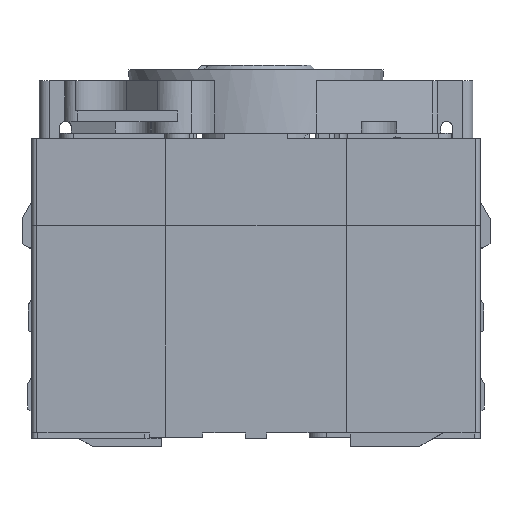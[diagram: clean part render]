
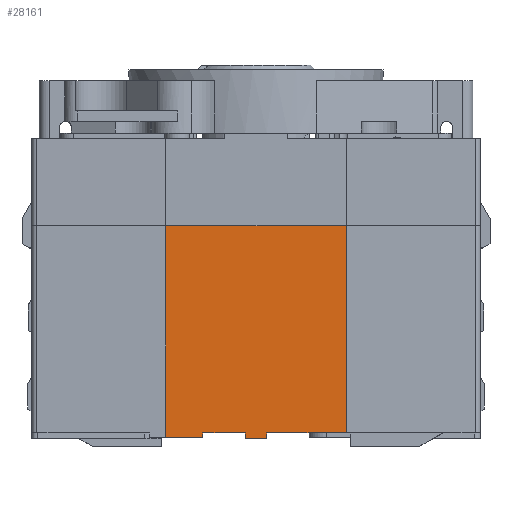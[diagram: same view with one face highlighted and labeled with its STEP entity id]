
A CAD part, front view. The second image highlights one B-rep face of the part: STEP entity #28161.
In plain terms, the highlighted planar face has unit normal (0, -1, 0).
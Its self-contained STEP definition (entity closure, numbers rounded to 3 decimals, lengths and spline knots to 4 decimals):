
#3302=FACE_OUTER_BOUND($,#4881,.T.);
#4881=EDGE_LOOP($,(#25481,#25482,#25483,#25484,#25485,#25486,#25487,#25488,
#25489,#25490));
#6748=LINE($,#47064,#9594);
#7164=LINE($,#52753,#10010);
#7623=LINE($,#58496,#10469);
#7672=LINE($,#58651,#10518);
#7702=LINE($,#58729,#10548);
#7733=LINE($,#58815,#10579);
#7747=LINE($,#58860,#10593);
#7752=LINE($,#58871,#10598);
#7759=LINE($,#58894,#10605);
#7760=LINE($,#58895,#10606);
#9594=VECTOR($,#34903,1.7);
#10010=VECTOR($,#35995,0.75);
#10469=VECTOR($,#37312,1.99);
#10518=VECTOR($,#37523,0.35);
#10548=VECTOR($,#37595,0.4);
#10579=VECTOR($,#37694,0.04);
#10593=VECTOR($,#37750,0.05);
#10598=VECTOR($,#37761,0.05);
#10605=VECTOR($,#37796,0.2);
#10606=VECTOR($,#37797,1.95);
#12369=VERTEX_POINT($,#47061);
#12370=VERTEX_POINT($,#47063);
#12782=VERTEX_POINT($,#52750);
#12783=VERTEX_POINT($,#52752);
#13218=VERTEX_POINT($,#58494);
#13243=VERTEX_POINT($,#58650);
#13263=VERTEX_POINT($,#58713);
#13270=VERTEX_POINT($,#58727);
#13301=VERTEX_POINT($,#58859);
#13304=VERTEX_POINT($,#58869);
#15844=EDGE_CURVE($,#12370,#12369,#6748,.T.);
#16489=EDGE_CURVE($,#12783,#12782,#7164,.T.);
#17219=EDGE_CURVE($,#13218,#12369,#7623,.T.);
#17285=EDGE_CURVE($,#13218,#13243,#7672,.T.);
#17325=EDGE_CURVE($,#13263,#13270,#7702,.T.);
#17368=EDGE_CURVE($,#13263,#13243,#7733,.T.);
#17389=EDGE_CURVE($,#13301,#12783,#7747,.T.);
#17395=EDGE_CURVE($,#13270,#13304,#7752,.T.);
#17406=EDGE_CURVE($,#13304,#13301,#7759,.T.);
#17407=EDGE_CURVE($,#12782,#12370,#7760,.T.);
#25481=ORIENTED_EDGE($,*,*,#17325,.T.);
#25482=ORIENTED_EDGE($,*,*,#17395,.T.);
#25483=ORIENTED_EDGE($,*,*,#17406,.T.);
#25484=ORIENTED_EDGE($,*,*,#17389,.T.);
#25485=ORIENTED_EDGE($,*,*,#16489,.T.);
#25486=ORIENTED_EDGE($,*,*,#17407,.T.);
#25487=ORIENTED_EDGE($,*,*,#15844,.T.);
#25488=ORIENTED_EDGE($,*,*,#17219,.F.);
#25489=ORIENTED_EDGE($,*,*,#17285,.T.);
#25490=ORIENTED_EDGE($,*,*,#17368,.F.);
#26768=PLANE($,#30452);
#28161=ADVANCED_FACE($,(#3302),#26768,.T.);
#30452=AXIS2_PLACEMENT_3D($,#58893,#37794,#37795);
#34903=DIRECTION($,(-1.,0.,0.));
#35995=DIRECTION($,(1.,0.,0.));
#37312=DIRECTION($,(0.,0.,1.));
#37523=DIRECTION($,(1.,0.,0.));
#37595=DIRECTION($,(1.,0.,0.));
#37694=DIRECTION($,(0.,0.,-1.));
#37750=DIRECTION($,(0.,0.,1.));
#37761=DIRECTION($,(0.,0.,-1.));
#37794=DIRECTION('center_axis',(0.,-1.,0.));
#37795=DIRECTION('ref_axis',(0.,0.,
-1.));
#37796=DIRECTION($,(1.,0.,0.));
#37797=DIRECTION($,(0.,0.,1.));
#47061=CARTESIAN_POINT('',(-0.85,-1.3325,2.));
#47063=CARTESIAN_POINT('',(0.85,-1.3325,2.));
#47064=CARTESIAN_POINT($,(-0.85,-1.3325,2.));
#52750=CARTESIAN_POINT('',(0.85,-1.3325,0.05));
#52752=CARTESIAN_POINT('',(0.1,-1.3325,0.05));
#52753=CARTESIAN_POINT($,(0.425,-1.3325,0.05));
#58494=CARTESIAN_POINT('',(-0.85,-1.3325,0.01));
#58496=CARTESIAN_POINT($,(-0.85,-1.3325,0.));
#58650=CARTESIAN_POINT('',(-0.5,-1.3325,0.01));
#58651=CARTESIAN_POINT($,(-0.85,-1.3325,0.01));
#58713=CARTESIAN_POINT('',(-0.5,-1.3325,0.05));
#58727=CARTESIAN_POINT('',(-0.1,-1.3325,0.05));
#58729=CARTESIAN_POINT($,(0.425,-1.3325,0.05));
#58815=CARTESIAN_POINT($,(-0.5,-1.3325,0.11));
#58859=CARTESIAN_POINT('',(0.1,-1.3325,0.));
#58860=CARTESIAN_POINT($,(0.1,-1.3325,0.));
#58869=CARTESIAN_POINT('',(-0.1,-1.3325,0.));
#58871=CARTESIAN_POINT($,(-0.1,-1.3325,0.));
#58893=CARTESIAN_POINT('Origin',(0.85,-1.3325,0.));
#58894=CARTESIAN_POINT($,(-0.85,-1.3325,0.));
#58895=CARTESIAN_POINT($,(0.85,-1.3325,0.));
